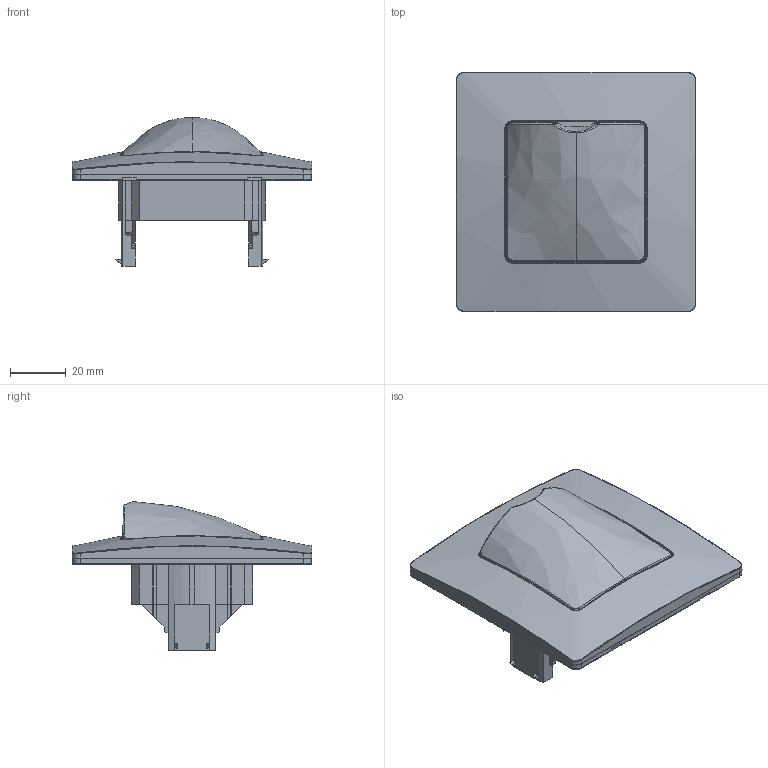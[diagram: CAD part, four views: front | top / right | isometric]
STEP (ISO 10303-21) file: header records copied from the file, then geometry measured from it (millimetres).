
FILE_DESCRIPTION (( 'STEP AP203' ), '1' );
FILE_NAME ('Âûâîä êàáåëÿ.STEP', '2025-06-25T20:11:48', ( '' ), ( '' ), 'SwSTEP 2.0', 'SolidWorks 2022', '' );
FILE_SCHEMA (( 'CONFIG_CONTROL_DESIGN' ));
Length unit declared in the file: millimetre
Products named in the file (1): Вывод кабеля
Bounding box: 86 x 86 x 53.41 mm (x, y, z)
Surface area: 24850.8 mm2 (no closed solid volume)
Topology: 0 solids, 24 shells, 474 faces, 1246 edges, 806 vertices
Faces by surface type: plane 341, cylinder 62, bspline 47, cone 20, torus 4
Entity records: 21586 total; most frequent: CARTESIAN_POINT 12620, ORIENTED_EDGE 2409, EDGE_CURVE 1245, B_SPLINE_CURVE_WITH_KNOTS 1233, DIRECTION 856, VERTEX_POINT 806, EDGE_LOOP 477, FACE_OUTER_BOUND 474
